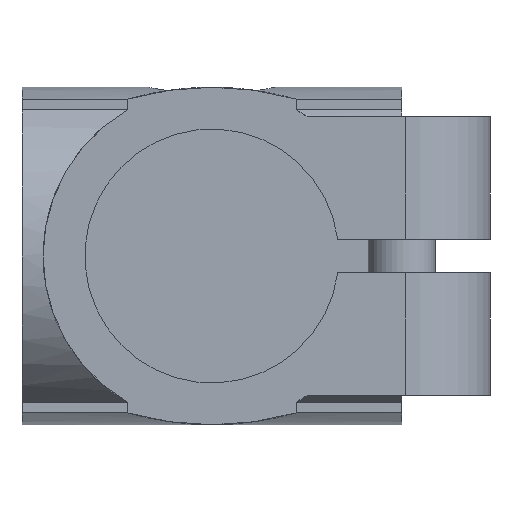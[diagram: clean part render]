
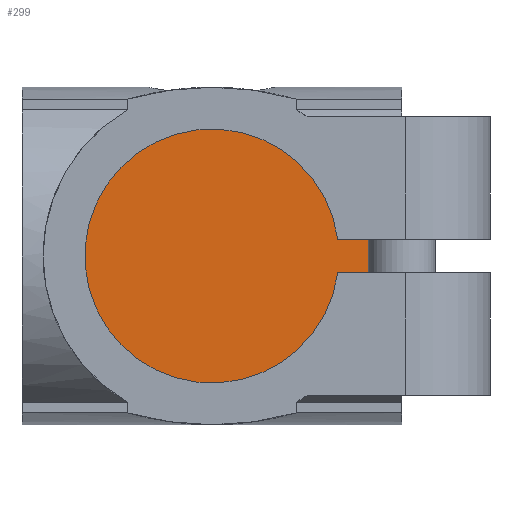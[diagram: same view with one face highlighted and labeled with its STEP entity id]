
A CAD part, front view. The second image highlights one B-rep face of the part: STEP entity #299.
In plain terms, the highlighted planar face has unit normal (0, -1, 0).
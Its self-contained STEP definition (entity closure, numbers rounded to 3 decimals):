
#299 = ADVANCED_FACE( '', ( #709 ), #710, .F. );
#709 = FACE_OUTER_BOUND( '', #1242, .T. );
#710 = PLANE( '', #1243 );
#1242 = EDGE_LOOP( '', ( #2058, #2059, #2060, #2061, #2062 ) );
#1243 = AXIS2_PLACEMENT_3D( '', #2063, #2064, #2065 );
#2058 = ORIENTED_EDGE( '', *, *, #3239, .F. );
#2059 = ORIENTED_EDGE( '', *, *, #3305, .F. );
#2060 = ORIENTED_EDGE( '', *, *, #3340, .F. );
#2061 = ORIENTED_EDGE( '', *, *, #3341, .F. );
#2062 = ORIENTED_EDGE( '', *, *, #3342, .F. );
#2063 = CARTESIAN_POINT( '', ( 0., 40., 0. ) );
#2064 = DIRECTION( '', ( 0., 1., 0. ) );
#2065 = DIRECTION( '', ( 0., 0., 1. ) );
#3239 = EDGE_CURVE( '', #3934, #3925, #3936, .T. );
#3305 = EDGE_CURVE( '', #4042, #3934, #4044, .T. );
#3340 = EDGE_CURVE( '', #4095, #4042, #4096, .T. );
#3341 = EDGE_CURVE( '', #4097, #4095, #4098, .T. );
#3342 = EDGE_CURVE( '', #3925, #4097, #4099, .T. );
#3925 = VERTEX_POINT( '', #4917 );
#3934 = VERTEX_POINT( '', #4929 );
#3936 = LINE( '', #4932, #4933 );
#4042 = VERTEX_POINT( '', #5103 );
#4044 = CIRCLE( '', #5106, 15.05 );
#4095 = VERTEX_POINT( '', #5189 );
#4096 = LINE( '', #5190, #5191 );
#4097 = VERTEX_POINT( '', #5192 );
#4098 = CIRCLE( '', #5193, 20. );
#4099 = CIRCLE( '', #5194, 20. );
#4917 = CARTESIAN_POINT( '', ( 19.9, 40., 2. ) );
#4929 = CARTESIAN_POINT( '', ( 14.917, 40., 2. ) );
#4932 = CARTESIAN_POINT( '', ( 14.917, 40., 2. ) );
#4933 = VECTOR( '', #6099, 1000. );
#5103 = CARTESIAN_POINT( '', ( 14.917, 40., -2. ) );
#5106 = AXIS2_PLACEMENT_3D( '', #6160, #6161, #6162 );
#5189 = CARTESIAN_POINT( '', ( 19.9, 40., -2. ) );
#5190 = CARTESIAN_POINT( '', ( 33., 40., -2. ) );
#5191 = VECTOR( '', #6198, 1000. );
#5192 = CARTESIAN_POINT( '', ( 20., 40., 0. ) );
#5193 = AXIS2_PLACEMENT_3D( '', #6199, #6200, #6201 );
#5194 = AXIS2_PLACEMENT_3D( '', #6202, #6203, #6204 );
#6099 = DIRECTION( '', ( 1., 0., 0. ) );
#6160 = CARTESIAN_POINT( '', ( 0., 40., 0. ) );
#6161 = DIRECTION( '', ( 0., 1., 0. ) );
#6162 = DIRECTION( '', ( 1., 0., 0. ) );
#6198 = DIRECTION( '', ( -1., 0., 0. ) );
#6199 = CARTESIAN_POINT( '', ( 0., 40., 0. ) );
#6200 = DIRECTION( '', ( 0., 1., 0. ) );
#6201 = DIRECTION( '', ( 0., 0., 1. ) );
#6202 = CARTESIAN_POINT( '', ( 0., 40., 0. ) );
#6203 = DIRECTION( '', ( 0., 1., 0. ) );
#6204 = DIRECTION( '', ( 0., 0., 1. ) );
